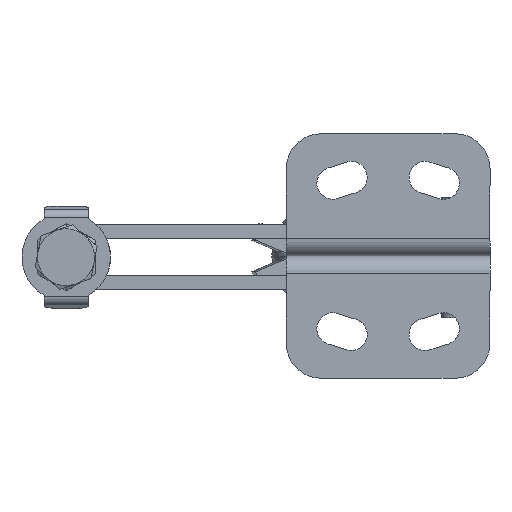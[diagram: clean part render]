
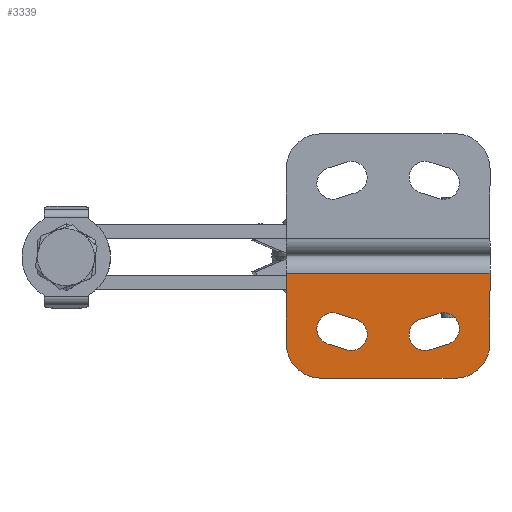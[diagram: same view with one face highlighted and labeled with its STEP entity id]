
A CAD part, front view. The second image highlights one B-rep face of the part: STEP entity #3339.
In plain terms, the highlighted planar face has unit normal (0, -1, 0).
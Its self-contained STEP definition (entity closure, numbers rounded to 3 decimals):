
#73 = EDGE_CURVE ( 'NONE', #19454, #17394, #17507, .T. ) ;
#81 = EDGE_CURVE ( 'NONE', #19604, #19532, #17515, .T. ) ;
#97 = EDGE_CURVE ( 'NONE', #19816, #19604, #17543, .T. ) ;
#98 = EDGE_CURVE ( 'NONE', #19502, #19816, #17544, .T. ) ;
#103 = EDGE_CURVE ( 'NONE', #19532, #19948, #17546, .T. ) ;
#106 = EDGE_CURVE ( 'NONE', #19936, #19328, #17555, .T. ) ;
#109 = EDGE_CURVE ( 'NONE', #17394, #19936, #17562, .T. ) ;
#111 = EDGE_CURVE ( 'NONE', #19312, #19454, #17565, .T. ) ;
#114 = EDGE_CURVE ( 'NONE', #19948, #19502, #17570, .T. ) ;
#119 = EDGE_CURVE ( 'NONE', #19328, #19312, #17579, .T. ) ;
#123 = EDGE_CURVE ( 'NONE', #19574, #19650, #17586, .T. ) ;
#133 = EDGE_CURVE ( 'NONE', #19872, #19862, #17606, .T. ) ;
#185 = EDGE_CURVE ( 'NONE', #19276, #19470, #17692, .T. ) ;
#1535 = EDGE_CURVE ( 'NONE', #19574, #19862, #17741, .T. ) ;
#1618 = EDGE_CURVE ( 'NONE', #19470, #19650, #17851, .T. ) ;
#2437 = CARTESIAN_POINT ( 'NONE',  ( 60.898, 2., 8.126 ) ) ;
#2438 = DIRECTION ( 'NONE',  ( -1., 0., 0. ) ) ;
#3339 = ADVANCED_FACE ( 'NONE', ( #5071, #5079, #5075 ), #12649, .F. ) ;
#5071 = FACE_BOUND ( 'NONE', #24963, .T. ) ;
#5075 = FACE_BOUND ( 'NONE', #24970, .T. ) ;
#5079 = FACE_OUTER_BOUND ( 'NONE', #24975, .T. ) ;
#10074 = EDGE_CURVE ( 'NONE', #19872, #19276, #20096, .T. ) ;
#10346 = AXIS2_PLACEMENT_3D ( 'NONE', #20792, #20794, #20796 ) ;
#10351 = AXIS2_PLACEMENT_3D ( 'NONE', #20844, #20846, #20848 ) ;
#10359 = AXIS2_PLACEMENT_3D ( 'NONE', #20948, #20950, #20952 ) ;
#10361 = AXIS2_PLACEMENT_3D ( 'NONE', #20979, #20981, #20983 ) ;
#10363 = AXIS2_PLACEMENT_3D ( 'NONE', #21014, #21016, #21018 ) ;
#10366 = AXIS2_PLACEMENT_3D ( 'NONE', #21074, #21076, #21078 ) ;
#10399 = AXIS2_PLACEMENT_3D ( 'NONE', #21708, #21710, #21712 ) ;
#10431 = AXIS2_PLACEMENT_3D ( 'NONE', #22319, #22321, #22323 ) ;
#12645 = DIRECTION ( 'NONE',  ( 0., 1., 0. ) ) ;
#12647 = CARTESIAN_POINT ( 'NONE',  ( 60.898, 2., 1.942 ) ) ;
#12649 = PLANE ( 'NONE',  #23129 ) ;
#12651 = DIRECTION ( 'NONE',  ( 0., 0., 1. ) ) ;
#17394 = VERTEX_POINT ( 'NONE', #21745 ) ;
#17507 = CIRCLE ( 'NONE', #10346, 2.75 ) ;
#17515 = CIRCLE ( 'NONE', #10351, 2.75 ) ;
#17543 = LINE ( 'NONE', #20923, #17545 ) ;
#17544 = CIRCLE ( 'NONE', #10359, 2.75 ) ;
#17545 = VECTOR ( 'NONE', #20896, 1000. ) ;
#17546 = CIRCLE ( 'NONE', #10361, 2.75 ) ;
#17555 = LINE ( 'NONE', #20975, #17560 ) ;
#17560 = VECTOR ( 'NONE', #20991, 1000. ) ;
#17562 = CIRCLE ( 'NONE', #10363, 2.75 ) ;
#17565 = LINE ( 'NONE', #21021, #17568 ) ;
#17568 = VECTOR ( 'NONE', #21024, 1000. ) ;
#17570 = LINE ( 'NONE', #21039, #17573 ) ;
#17573 = VECTOR ( 'NONE', #21042, 1000. ) ;
#17579 = CIRCLE ( 'NONE', #10366, 2.75 ) ;
#17586 = LINE ( 'NONE', #21090, #17589 ) ;
#17589 = VECTOR ( 'NONE', #21093, 1000. ) ;
#17606 = LINE ( 'NONE', #21139, #17609 ) ;
#17609 = VECTOR ( 'NONE', #21142, 1000. ) ;
#17692 = LINE ( 'NONE', #21501, #17695 ) ;
#17695 = VECTOR ( 'NONE', #21504, 1000. ) ;
#17741 = CIRCLE ( 'NONE', #10399, 6. ) ;
#17851 = CIRCLE ( 'NONE', #10431, 6. ) ;
#18834 = ORIENTED_EDGE ( 'NONE', *, *, #114, .F. ) ;
#18835 = ORIENTED_EDGE ( 'NONE', *, *, #103, .F. ) ;
#18836 = ORIENTED_EDGE ( 'NONE', *, *, #81, .F. ) ;
#18837 = ORIENTED_EDGE ( 'NONE', *, *, #97, .F. ) ;
#18838 = ORIENTED_EDGE ( 'NONE', *, *, #98, .F. ) ;
#18839 = ORIENTED_EDGE ( 'NONE', *, *, #133, .F. ) ;
#18840 = ORIENTED_EDGE ( 'NONE', *, *, #10074, .T. ) ;
#18841 = ORIENTED_EDGE ( 'NONE', *, *, #185, .T. ) ;
#18842 = ORIENTED_EDGE ( 'NONE', *, *, #1618, .T. ) ;
#18843 = ORIENTED_EDGE ( 'NONE', *, *, #123, .F. ) ;
#18844 = ORIENTED_EDGE ( 'NONE', *, *, #1535, .T. ) ;
#18845 = ORIENTED_EDGE ( 'NONE', *, *, #106, .F. ) ;
#18846 = ORIENTED_EDGE ( 'NONE', *, *, #109, .F. ) ;
#18847 = ORIENTED_EDGE ( 'NONE', *, *, #73, .F. ) ;
#18848 = ORIENTED_EDGE ( 'NONE', *, *, #111, .F. ) ;
#18849 = ORIENTED_EDGE ( 'NONE', *, *, #119, .F. ) ;
#19276 = VERTEX_POINT ( 'NONE', #21989 ) ;
#19312 = VERTEX_POINT ( 'NONE', #22046 ) ;
#19328 = VERTEX_POINT ( 'NONE', #22064 ) ;
#19454 = VERTEX_POINT ( 'NONE', #22173 ) ;
#19470 = VERTEX_POINT ( 'NONE', #22187 ) ;
#19502 = VERTEX_POINT ( 'NONE', #22211 ) ;
#19532 = VERTEX_POINT ( 'NONE', #22238 ) ;
#19574 = VERTEX_POINT ( 'NONE', #22272 ) ;
#19604 = VERTEX_POINT ( 'NONE', #22296 ) ;
#19650 = VERTEX_POINT ( 'NONE', #22332 ) ;
#19816 = VERTEX_POINT ( 'NONE', #22483 ) ;
#19862 = VERTEX_POINT ( 'NONE', #22526 ) ;
#19872 = VERTEX_POINT ( 'NONE', #22535 ) ;
#19936 = VERTEX_POINT ( 'NONE', #22592 ) ;
#19948 = VERTEX_POINT ( 'NONE', #22604 ) ;
#20096 = LINE ( 'NONE', #2437, #20099 ) ;
#20099 = VECTOR ( 'NONE', #2438, 1000. ) ;
#20792 = CARTESIAN_POINT ( 'NONE',  ( 33.898, 2., -1.374 ) ) ;
#20794 = DIRECTION ( 'NONE',  ( 0., -1., 0. ) ) ;
#20796 = DIRECTION ( 'NONE',  ( 0., 0., 1. ) ) ;
#20844 = CARTESIAN_POINT ( 'NONE',  ( 52.898, 2., -1.374 ) ) ;
#20846 = DIRECTION ( 'NONE',  ( 0., -1., 0. ) ) ;
#20848 = DIRECTION ( 'NONE',  ( 0., 0., 1. ) ) ;
#20896 = DIRECTION ( 'NONE',  ( 0.953, 0., 0.303 ) ) ;
#20923 = CARTESIAN_POINT ( 'NONE',  ( 50.58, 2., -4.995 ) ) ;
#20948 = CARTESIAN_POINT ( 'NONE',  ( 49.748, 2., -2.374 ) ) ;
#20950 = DIRECTION ( 'NONE',  ( 0., -1., 0. ) ) ;
#20952 = DIRECTION ( 'NONE',  ( 0., 0., 1. ) ) ;
#20975 = CARTESIAN_POINT ( 'NONE',  ( 33.066, 2., -3.995 ) ) ;
#20979 = CARTESIAN_POINT ( 'NONE',  ( 52.898, 2., -1.374 ) ) ;
#20981 = DIRECTION ( 'NONE',  ( 0., -1., 0. ) ) ;
#20983 = DIRECTION ( 'NONE',  ( 0., 0., 1. ) ) ;
#20991 = DIRECTION ( 'NONE',  ( 0.953, 0., -0.303 ) ) ;
#21014 = CARTESIAN_POINT ( 'NONE',  ( 33.898, 2., -1.374 ) ) ;
#21016 = DIRECTION ( 'NONE',  ( 0., -1., 0. ) ) ;
#21018 = DIRECTION ( 'NONE',  ( 0., 0., 1. ) ) ;
#21021 = CARTESIAN_POINT ( 'NONE',  ( 34.73, 2., 1.247 ) ) ;
#21024 = DIRECTION ( 'NONE',  ( -0.953, 0., 0.303 ) ) ;
#21039 = CARTESIAN_POINT ( 'NONE',  ( 48.916, 2., 0.247 ) ) ;
#21042 = DIRECTION ( 'NONE',  ( -0.953, 0., -0.303 ) ) ;
#21074 = CARTESIAN_POINT ( 'NONE',  ( 37.048, 2., -2.374 ) ) ;
#21076 = DIRECTION ( 'NONE',  ( 0., -1., 0. ) ) ;
#21078 = DIRECTION ( 'NONE',  ( 0., 0., 1. ) ) ;
#21090 = CARTESIAN_POINT ( 'NONE',  ( 25.898, 2., -9.874 ) ) ;
#21093 = DIRECTION ( 'NONE',  ( -1., 0., 0. ) ) ;
#21139 = CARTESIAN_POINT ( 'NONE',  ( 60.898, 2., 1.942 ) ) ;
#21142 = DIRECTION ( 'NONE',  ( 0., 0., -1. ) ) ;
#21501 = CARTESIAN_POINT ( 'NONE',  ( 25.898, 2., 1.942 ) ) ;
#21504 = DIRECTION ( 'NONE',  ( 0., 0., -1. ) ) ;
#21708 = CARTESIAN_POINT ( 'NONE',  ( 54.898, 2., -3.874 ) ) ;
#21710 = DIRECTION ( 'NONE',  ( 0., -1., 0. ) ) ;
#21712 = DIRECTION ( 'NONE',  ( 0., 0., 1. ) ) ;
#21745 = CARTESIAN_POINT ( 'NONE',  ( 33.898, 2., 1.376 ) ) ;
#21989 = CARTESIAN_POINT ( 'NONE',  ( 25.898, 2., 8.126 ) ) ;
#22046 = CARTESIAN_POINT ( 'NONE',  ( 37.88, 2., 0.247 ) ) ;
#22064 = CARTESIAN_POINT ( 'NONE',  ( 36.216, 2., -4.995 ) ) ;
#22173 = CARTESIAN_POINT ( 'NONE',  ( 34.73, 2., 1.247 ) ) ;
#22187 = CARTESIAN_POINT ( 'NONE',  ( 25.898, 2., -3.874 ) ) ;
#22211 = CARTESIAN_POINT ( 'NONE',  ( 48.916, 2., 0.247 ) ) ;
#22238 = CARTESIAN_POINT ( 'NONE',  ( 52.898, 2., 1.376 ) ) ;
#22272 = CARTESIAN_POINT ( 'NONE',  ( 54.898, 2., -9.874 ) ) ;
#22296 = CARTESIAN_POINT ( 'NONE',  ( 53.73, 2., -3.995 ) ) ;
#22319 = CARTESIAN_POINT ( 'NONE',  ( 31.898, 2., -3.874 ) ) ;
#22321 = DIRECTION ( 'NONE',  ( 0., -1., 0. ) ) ;
#22323 = DIRECTION ( 'NONE',  ( 0., 0., 1. ) ) ;
#22332 = CARTESIAN_POINT ( 'NONE',  ( 31.898, 2., -9.874 ) ) ;
#22483 = CARTESIAN_POINT ( 'NONE',  ( 50.58, 2., -4.995 ) ) ;
#22526 = CARTESIAN_POINT ( 'NONE',  ( 60.898, 2., -3.874 ) ) ;
#22535 = CARTESIAN_POINT ( 'NONE',  ( 60.898, 2., 8.126 ) ) ;
#22592 = CARTESIAN_POINT ( 'NONE',  ( 33.066, 2., -3.995 ) ) ;
#22604 = CARTESIAN_POINT ( 'NONE',  ( 52.066, 2., 1.247 ) ) ;
#23129 = AXIS2_PLACEMENT_3D ( 'NONE', #12647, #12645, #12651 ) ;
#24963 = EDGE_LOOP ( 'NONE', ( #18834, #18835, #18836, #18837, #18838 ) ) ;
#24970 = EDGE_LOOP ( 'NONE', ( #18845, #18846, #18847, #18848, #18849 ) ) ;
#24975 = EDGE_LOOP ( 'NONE', ( #18839, #18840, #18841, #18842, #18843, #18844 ) ) ;
